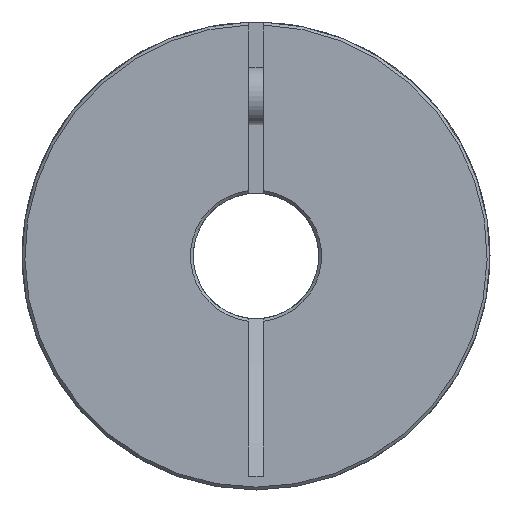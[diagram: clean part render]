
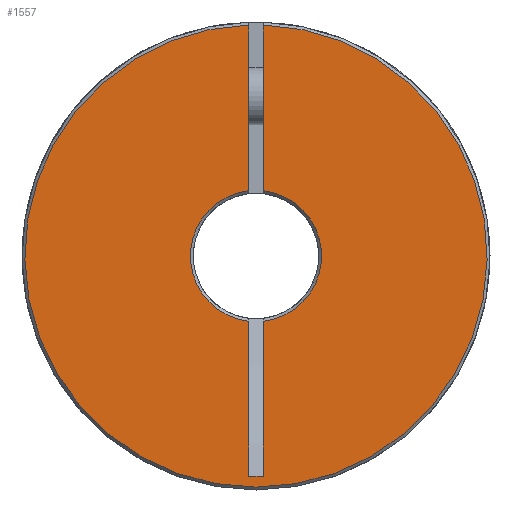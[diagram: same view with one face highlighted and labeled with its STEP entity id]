
A CAD part, left-side view. The second image highlights one B-rep face of the part: STEP entity #1557.
In plain terms, the highlighted planar face has unit normal (-1, 0, 0).
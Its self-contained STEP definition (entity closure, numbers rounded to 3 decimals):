
#110=LINE('',#2507,#188);
#111=LINE('',#2515,#189);
#113=LINE('',#2528,#191);
#115=LINE('',#2540,#193);
#118=LINE('',#2551,#196);
#188=VECTOR('',#1937,1000.);
#189=VECTOR('',#1940,1000.);
#191=VECTOR('',#1948,1000.);
#193=VECTOR('',#1954,1000.);
#196=VECTOR('',#1959,1000.);
#337=ORIENTED_EDGE('',*,*,#723,.T.);
#338=ORIENTED_EDGE('',*,*,#693,.F.);
#339=ORIENTED_EDGE('',*,*,#685,.F.);
#340=ORIENTED_EDGE('',*,*,#680,.T.);
#341=ORIENTED_EDGE('',*,*,#724,.T.);
#342=ORIENTED_EDGE('',*,*,#678,.T.);
#343=ORIENTED_EDGE('',*,*,#725,.F.);
#344=ORIENTED_EDGE('',*,*,#689,.F.);
#678=EDGE_CURVE('',#870,#874,#110,.T.);
#680=EDGE_CURVE('',#877,#875,#111,.T.);
#685=EDGE_CURVE('',#877,#880,#113,.T.);
#689=EDGE_CURVE('',#884,#885,#115,.T.);
#693=EDGE_CURVE('',#880,#888,#118,.T.);
#723=EDGE_CURVE('',#884,#888,#1019,.T.);
#724=EDGE_CURVE('',#875,#870,#1020,.T.);
#725=EDGE_CURVE('',#885,#874,#1021,.T.);
#870=VERTEX_POINT('',#2495);
#874=VERTEX_POINT('',#2506);
#875=VERTEX_POINT('',#2513);
#877=VERTEX_POINT('',#2516);
#880=VERTEX_POINT('',#2523);
#884=VERTEX_POINT('',#2539);
#885=VERTEX_POINT('',#2541);
#888=VERTEX_POINT('',#2552);
#1019=CIRCLE('',#1714,11.5);
#1020=CIRCLE('',#1715,11.5);
#1021=CIRCLE('',#1716,40.5);
#1126=EDGE_LOOP('',(#337,#338,#339,#340,#341,#342,#343,#344));
#1314=FACE_BOUND('',#1126,.T.);
#1483=PLANE('',#1713);
#1557=ADVANCED_FACE('',(#1314),#1483,.F.);
#1713=AXIS2_PLACEMENT_3D('',#2697,#2011,#2012);
#1714=AXIS2_PLACEMENT_3D('',#2698,#2013,#2014);
#1715=AXIS2_PLACEMENT_3D('',#2699,#2015,#2016);
#1716=AXIS2_PLACEMENT_3D('',#2700,#2017,#2018);
#1937=DIRECTION('',(0.,0.,1.));
#1940=DIRECTION('',(0.,0.,1.));
#1948=DIRECTION('',(0.,-1.,0.));
#1954=DIRECTION('',(0.,0.,1.));
#1959=DIRECTION('',(0.,0.,1.));
#2011=DIRECTION('',(1.,0.,0.));
#2012=DIRECTION('',(0.,0.,-1.));
#2013=DIRECTION('',(1.,0.,0.));
#2014=DIRECTION('',(0.,0.,-1.));
#2015=DIRECTION('',(1.,0.,0.));
#2016=DIRECTION('',(0.,0.,-1.));
#2017=DIRECTION('',(1.,0.,0.));
#2018=DIRECTION('',(0.,0.,-1.));
#2495=CARTESIAN_POINT('',(0.,1.3,11.426));
#2506=CARTESIAN_POINT('',(0.,1.3,40.479));
#2507=CARTESIAN_POINT('',(0.,1.3,-38.579));
#2513=CARTESIAN_POINT('',(0.,1.3,-11.426));
#2515=CARTESIAN_POINT('',(0.,1.3,-38.579));
#2516=CARTESIAN_POINT('',(0.,1.3,-38.579));
#2523=CARTESIAN_POINT('',(0.,-1.3,-38.579));
#2528=CARTESIAN_POINT('',(0.,1.3,-38.579));
#2539=CARTESIAN_POINT('',(0.,-1.3,11.426));
#2540=CARTESIAN_POINT('',(0.,-1.3,-38.579));
#2541=CARTESIAN_POINT('',(0.,-1.3,40.479));
#2551=CARTESIAN_POINT('',(0.,-1.3,-38.579));
#2552=CARTESIAN_POINT('',(0.,-1.3,-11.426));
#2697=CARTESIAN_POINT('',(0.,0.,0.));
#2698=CARTESIAN_POINT('',(0.,0.,0.));
#2699=CARTESIAN_POINT('',(0.,0.,0.));
#2700=CARTESIAN_POINT('',(0.,0.,0.));
